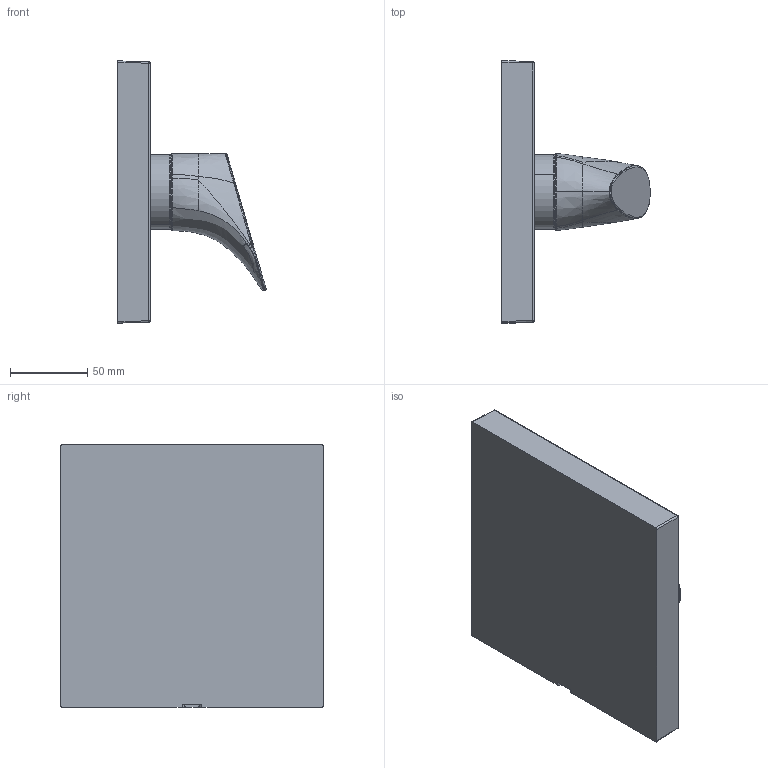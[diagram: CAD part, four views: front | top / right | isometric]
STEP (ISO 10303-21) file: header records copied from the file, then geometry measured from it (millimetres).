
FILE_DESCRIPTION(('CAx-IF Rec.Pracs.---Model Styling and Organization---1.2---2011-12-15','CAx-IF Rec.Pracs.---Geometric and Assembly Validation Properties---4.1---2014-06-16','CAx-IF Rec.Pracs.---PMI Polyline Presentation---2.0---2013-05-24'),'2;1');
FILE_NAME('1000084378_PPR_000.stp','2018-04-06T12:37:06+02:00',(''),(''),'STEP Interface 4.1 by CT CoreTechnologie','3D_Evolution4.1 by CT CoreTechnologie','');
FILE_SCHEMA(('AP203_CONFIGURATION_CONTROLLED_3D_DESIGN_OF_MECHANICAL_PARTS_AND_ASSEMBLIES_MIM_LF'));
Length unit declared in the file: millimetre
Products named in the file (4): P_2 AX Starck Organic Brausemischer UP 1000084378_PPR_000_A0; P_2 HUELSE   WUPM_DUPM Massaud 1000084384_PPA_000_A0; P_2 Rosette DUP Starck Organic 1000084379_PPA_000_A0; P_2 Griff WUPM_DUPM AXOR Starck Organic 1000084380_PPA_000_A0
Assembly tree (3 placements, depth 2):
  P_2 AX Starck Organic Brausemischer UP 1000084378_PPR_000_A0
    P_2 HUELSE   WUPM_DUPM Massaud 1000084384_PPA_000_A0
    P_2 Rosette DUP Starck Organic 1000084379_PPA_000_A0
    P_2 Griff WUPM_DUPM AXOR Starck Organic 1000084380_PPA_000_A0
Bounding box: 96.17 x 170 x 170 mm (x, y, z)
Volume: 739565.5 mm3; surface area: 92134.6 mm2
Topology: 3 solids, 3 shells, 101 faces, 460 edges, 363 vertices
Faces by surface type: bspline 72, cylinder 16, plane 13
Entity records: 18948 total; most frequent: CARTESIAN_POINT 13915, ORIENTED_EDGE 912, DIRECTION 735, EDGE_CURVE 456, VERTEX_POINT 363, AXIS2_PLACEMENT_3D 338, CIRCLE 305, EDGE_LOOP 103
